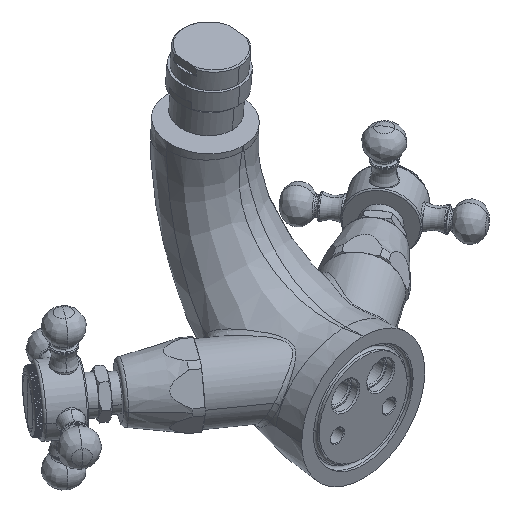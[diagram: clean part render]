
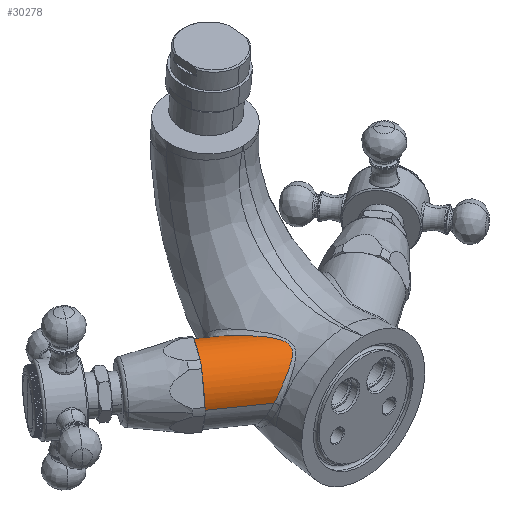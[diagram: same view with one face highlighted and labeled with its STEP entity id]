
A CAD part, isometric view. The second image highlights one B-rep face of the part: STEP entity #30278.
In plain terms, the highlighted cylindrical face has radius 13.75 mm (diameter 27.5 mm), a partial arc.
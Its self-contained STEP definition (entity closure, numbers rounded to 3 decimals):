
#7132=CARTESIAN_POINT('',(-35.,36.,8.));
#7133=DIRECTION('',(0.819,-0.574,0.));
#7134=DIRECTION('',(0.574,0.819,0.));
#7135=AXIS2_PLACEMENT_3D('',#7132,#7133,#7134);
#7137=DIRECTION('',(-0.819,0.574,0.));
#7138=VECTOR('',#7137,3.302);
#7139=CARTESIAN_POINT('',(-24.408,45.369,8.));
#7140=LINE('',#7139,#7138);
#7141=CARTESIAN_POINT('',(-25.111,43.939,14.39));
#7142=CARTESIAN_POINT('',(-25.119,44.087,14.167));
#7143=CARTESIAN_POINT('',(-25.125,44.365,13.71));
#7144=CARTESIAN_POINT('',(-25.103,44.719,12.995));
#7145=CARTESIAN_POINT('',(-25.052,45.009,12.248));
#7146=CARTESIAN_POINT('',(-24.974,45.232,11.47));
#7147=CARTESIAN_POINT('',(-24.869,45.385,10.66));
#7148=CARTESIAN_POINT('',(-24.739,45.466,9.814));
#7149=CARTESIAN_POINT('',(-24.586,45.468,8.931));
#7150=CARTESIAN_POINT('',(-24.47,45.412,8.314));
#7151=CARTESIAN_POINT('',(-24.408,45.369,8.));
#7153=CARTESIAN_POINT('',(-25.51,12.569,8.));
#7154=CARTESIAN_POINT('',(-25.355,12.461,8.414));
#7155=CARTESIAN_POINT('',(-25.018,12.27,9.243));
#7156=CARTESIAN_POINT('',(-24.427,12.063,10.481));
#7157=CARTESIAN_POINT('',(-23.751,11.935,11.705));
#7158=CARTESIAN_POINT('',(-22.992,11.886,12.907));
#7159=CARTESIAN_POINT('',(-22.154,11.919,14.073));
#7160=CARTESIAN_POINT('',(-21.248,12.035,15.191));
#7161=CARTESIAN_POINT('',(-20.288,12.235,16.244));
#7162=CARTESIAN_POINT('',(-19.301,12.518,17.215));
#7163=CARTESIAN_POINT('',(-18.329,12.878,18.077));
#7164=CARTESIAN_POINT('',(-17.462,13.277,18.781));
#7165=CARTESIAN_POINT('',(-16.715,13.698,19.349));
#7166=CARTESIAN_POINT('',(-16.077,14.136,19.811));
#7167=CARTESIAN_POINT('',(-15.546,14.581,20.184));
#7168=CARTESIAN_POINT('',(-15.115,15.027,20.484));
#7169=CARTESIAN_POINT('',(-14.772,15.468,20.727));
#7170=CARTESIAN_POINT('',(-14.498,15.913,20.927));
#7171=CARTESIAN_POINT('',(-14.285,16.365,21.095));
#7172=CARTESIAN_POINT('',(-14.124,16.834,21.238));
#7173=CARTESIAN_POINT('',(-14.011,17.332,21.363));
#7174=CARTESIAN_POINT('',(-13.949,17.873,21.47));
#7175=CARTESIAN_POINT('',(-13.942,18.473,21.563));
#7176=CARTESIAN_POINT('',(-14.001,19.152,21.641));
#7177=CARTESIAN_POINT('',(-14.141,19.918,21.701));
#7178=CARTESIAN_POINT('',(-14.37,20.771,21.739));
#7179=CARTESIAN_POINT('',(-14.696,21.712,21.754));
#7180=CARTESIAN_POINT('',(-15.121,22.746,21.744));
#7181=CARTESIAN_POINT('',(-15.65,23.878,21.705));
#7182=CARTESIAN_POINT('',(-16.282,25.114,21.635));
#7183=CARTESIAN_POINT('',(-17.018,26.465,21.526));
#7184=CARTESIAN_POINT('',(-17.858,27.945,21.372));
#7185=CARTESIAN_POINT('',(-18.802,29.575,21.156));
#7186=CARTESIAN_POINT('',(-19.854,31.395,20.855));
#7187=CARTESIAN_POINT('',(-21.011,33.449,20.421));
#7188=CARTESIAN_POINT('',(-22.01,35.323,19.911));
#7189=CARTESIAN_POINT('',(-22.803,36.92,19.372));
#7190=CARTESIAN_POINT('',(-23.445,38.329,18.794));
#7191=CARTESIAN_POINT('',(-23.941,39.535,18.196));
#7192=CARTESIAN_POINT('',(-24.32,40.57,17.587));
#7193=CARTESIAN_POINT('',(-24.606,41.458,16.969));
#7194=CARTESIAN_POINT('',(-24.817,42.227,16.339));
#7195=CARTESIAN_POINT('',(-24.966,42.89,15.701));
#7196=CARTESIAN_POINT('',(-25.063,43.459,15.055));
#7197=CARTESIAN_POINT('',(-25.099,43.788,14.613));
#7198=CARTESIAN_POINT('',(-25.111,43.939,14.39));
#7200=DIRECTION('',(-0.819,0.574,0.));
#7201=VECTOR('',#7200,21.213);
#7202=CARTESIAN_POINT('',(-25.51,12.569,8.));
#7203=LINE('',#7202,#7201);
#7204=CARTESIAN_POINT('',(-35.,36.,8.));
#7205=DIRECTION('',(0.819,-0.574,0.));
#7206=DIRECTION('',(-0.555,-0.793,0.25));
#7207=AXIS2_PLACEMENT_3D('',#7204,#7205,#7206);
#7209=CARTESIAN_POINT('',(-35.,36.,8.));
#7210=DIRECTION('',(0.819,-0.574,0.));
#7211=DIRECTION('',(-0.153,-0.219,0.964));
#7212=AXIS2_PLACEMENT_3D('',#7209,#7210,#7211);
#7214=CARTESIAN_POINT('',(-35.,36.,8.));
#7215=DIRECTION('',(0.819,-0.574,0.));
#7216=DIRECTION('',(0.402,0.574,0.713));
#7217=AXIS2_PLACEMENT_3D('',#7214,#7215,#7216);
#7630=CARTESIAN_POINT('',(-35.,36.,8.));
#7631=DIRECTION('',(-0.819,0.574,0.));
#7632=DIRECTION('',(-0.555,-0.793,0.25));
#7633=AXIS2_PLACEMENT_3D('',#7630,#7631,#7632);
#7652=CARTESIAN_POINT('',(-35.,36.,8.));
#7653=DIRECTION('',(-0.819,0.574,0.));
#7654=DIRECTION('',(-0.153,-0.219,0.964));
#7655=AXIS2_PLACEMENT_3D('',#7652,#7653,#7654);
#7682=CARTESIAN_POINT('',(-35.,36.,8.));
#7683=DIRECTION('',(-0.819,0.574,0.));
#7684=DIRECTION('',(0.402,0.574,0.713));
#7685=AXIS2_PLACEMENT_3D('',#7682,#7683,#7684);
#15273=VERTEX_POINT('',#7141);
#15274=VERTEX_POINT('',#7151);
#15280=VERTEX_POINT('',#7153);
#15430=CARTESIAN_POINT('',(-42.887,24.737,8.));
#15432=VERTEX_POINT('',#15430);
#15443=CARTESIAN_POINT('',(-27.113,47.263,8.));
#15445=VERTEX_POINT('',#15443);
#15446=CARTESIAN_POINT('',(-42.635,25.095,
11.443));
#15447=CARTESIAN_POINT('',(-40.528,28.105,
17.807));
#15448=VERTEX_POINT('',#15446);
#15449=VERTEX_POINT('',#15447);
#15450=CARTESIAN_POINT('',(-27.365,46.905,
11.443));
#15451=CARTESIAN_POINT('',(-29.472,43.895,
17.807));
#15452=VERTEX_POINT('',#15450);
#15453=VERTEX_POINT('',#15451);
#15454=CARTESIAN_POINT('',(-32.893,39.01,21.25));
#15455=CARTESIAN_POINT('',(-37.107,32.99,21.25));
#15456=VERTEX_POINT('',#15454);
#15457=VERTEX_POINT('',#15455);
#30251=CARTESIAN_POINT('',(7.915,5.95,8.));
#30252=DIRECTION('',(0.819,-0.574,0.));
#30253=DIRECTION('',(-0.574,-0.819,0.));
#30254=AXIS2_PLACEMENT_3D('',#30251,#30252,#30253);
#30255=CYLINDRICAL_SURFACE('',#30254,13.75);
#30257=ORIENTED_EDGE('',*,*,#30256,.F.);
#30259=ORIENTED_EDGE('',*,*,#30258,.F.);
#30260=ORIENTED_EDGE('',*,*,#30235,.F.);
#30261=ORIENTED_EDGE('',*,*,#30026,.F.);
#30263=ORIENTED_EDGE('',*,*,#30262,.T.);
#30265=ORIENTED_EDGE('',*,*,#30264,.F.);
#30267=ORIENTED_EDGE('',*,*,#30266,.T.);
#30269=ORIENTED_EDGE('',*,*,#30268,.F.);
#30271=ORIENTED_EDGE('',*,*,#30270,.T.);
#30273=ORIENTED_EDGE('',*,*,#30272,.F.);
#30275=ORIENTED_EDGE('',*,*,#30274,.T.);
#30276=EDGE_LOOP('',(#30257,#30259,#30260,#30261,#30263,#30265,#30267,#30269,
#30271,#30273,#30275));
#30277=FACE_OUTER_BOUND('',#30276,.F.);
#30278=ADVANCED_FACE('',(#30277),#30255,.T.);
#7136=CIRCLE('',#7135,13.75);
#7152=B_SPLINE_CURVE_WITH_KNOTS('',3,(#7141,#7142,#7143,#7144,#7145,#7146,#7147,
#7148,#7149,#7150,#7151),.UNSPECIFIED.,.F.,.F.,(4,1,1,1,1,1,1,1,4),(0.,
0.125,0.25,0.375,0.5,0.625,0.75,0.875,1.),.UNSPECIFIED.);
#7199=B_SPLINE_CURVE_WITH_KNOTS('',3,(#7153,#7154,#7155,#7156,#7157,#7158,#7159,
#7160,#7161,#7162,#7163,#7164,#7165,#7166,#7167,#7168,#7169,#7170,#7171,#7172,
#7173,#7174,#7175,#7176,#7177,#7178,#7179,#7180,#7181,#7182,#7183,#7184,#7185,
#7186,#7187,#7188,#7189,#7190,#7191,#7192,#7193,#7194,#7195,#7196,#7197,#7198),
.UNSPECIFIED.,.F.,.F.,(4,1,1,1,1,1,1,1,1,1,1,1,1,1,1,1,1,1,1,1,1,1,1,1,1,1,1,1,
1,1,1,1,1,1,1,1,1,1,1,1,1,1,1,4),(0.,0.023,0.047,
0.07,0.093,0.116,0.14,
0.163,0.186,0.209,0.233,
0.256,0.279,0.302,0.326,
0.349,0.372,0.395,0.419,
0.442,0.465,0.488,0.512,
0.535,0.558,0.581,0.605,
0.628,0.651,0.674,0.698,
0.721,0.744,0.767,0.791,
0.814,0.837,0.86,0.884,
0.907,0.93,0.953,0.977,1.),
.UNSPECIFIED.);
#7208=CIRCLE('',#7207,13.75);
#7213=CIRCLE('',#7212,13.75);
#7218=CIRCLE('',#7217,13.75);
#7634=CIRCLE('',#7633,13.75);
#7656=CIRCLE('',#7655,13.75);
#7686=CIRCLE('',#7685,13.75);
#30026=EDGE_CURVE('',#15280,#15273,#7199,.T.);
#30235=EDGE_CURVE('',#15273,#15274,#7152,.T.);
#30256=EDGE_CURVE('',#15445,#15452,#7136,.T.);
#30258=EDGE_CURVE('',#15274,#15445,#7140,.T.);
#30262=EDGE_CURVE('',#15280,#15432,#7203,.T.);
#30264=EDGE_CURVE('',#15448,#15432,#7208,.T.);
#30266=EDGE_CURVE('',#15448,#15449,#7634,.T.);
#30268=EDGE_CURVE('',#15457,#15449,#7213,.T.);
#30270=EDGE_CURVE('',#15457,#15456,#7656,.T.);
#30272=EDGE_CURVE('',#15453,#15456,#7218,.T.);
#30274=EDGE_CURVE('',#15453,#15452,#7686,.T.);
